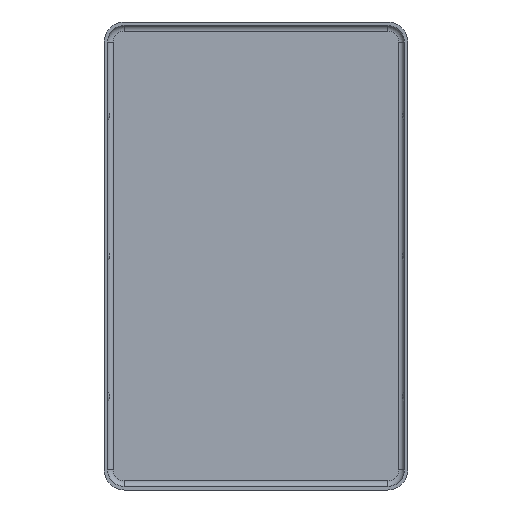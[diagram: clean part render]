
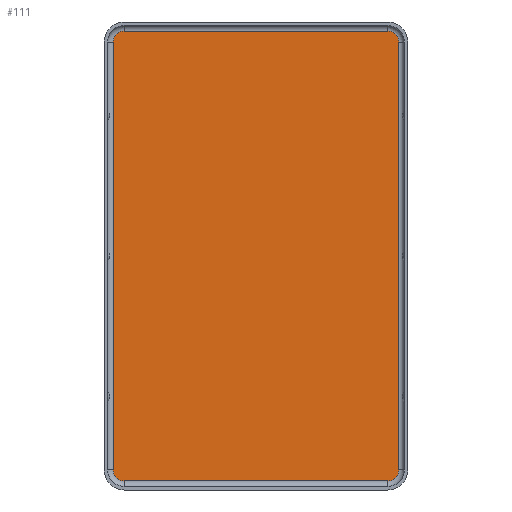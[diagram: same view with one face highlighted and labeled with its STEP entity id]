
A CAD part, front view. The second image highlights one B-rep face of the part: STEP entity #111.
In plain terms, the highlighted planar face has unit normal (0, -1, 0).
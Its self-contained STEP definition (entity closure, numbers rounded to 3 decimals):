
#111 = ADVANCED_FACE( 'NONE', ( #251 ), #252, .T. );
#251 = FACE_OUTER_BOUND( '', #412, .T. );
#252 = PLANE( '', #413 );
#412 = EDGE_LOOP( '', ( #643, #644, #645, #646, #647, #648, #649, #650 ) );
#413 = AXIS2_PLACEMENT_3D( '', #651, #652, #653 );
#643 = ORIENTED_EDGE( '', *, *, #922, .F. );
#644 = ORIENTED_EDGE( '', *, *, #941, .F. );
#645 = ORIENTED_EDGE( '', *, *, #942, .F. );
#646 = ORIENTED_EDGE( '', *, *, #943, .T. );
#647 = ORIENTED_EDGE( '', *, *, #944, .T. );
#648 = ORIENTED_EDGE( '', *, *, #938, .F. );
#649 = ORIENTED_EDGE( '', *, *, #872, .T. );
#650 = ORIENTED_EDGE( '', *, *, #945, .T. );
#651 = CARTESIAN_POINT( '', ( 11.7, 0., -19. ) );
#652 = DIRECTION( '', ( 0., -1., 0. ) );
#653 = DIRECTION( '', ( 0., 0., -1. ) );
#872 = EDGE_CURVE( 'NONE', #1014, #1012, #1015, .T. );
#922 = EDGE_CURVE( 'NONE', #1092, #1094, #1095, .T. );
#938 = EDGE_CURVE( 'NONE', #1014, #1119, #1120, .T. );
#941 = EDGE_CURVE( 'NONE', #1123, #1092, #1124, .T. );
#942 = EDGE_CURVE( 'NONE', #1125, #1123, #1126, .T. );
#943 = EDGE_CURVE( 'NONE', #1125, #1127, #1128, .T. );
#944 = EDGE_CURVE( 'NONE', #1127, #1119, #1129, .T. );
#945 = EDGE_CURVE( 'NONE', #1012, #1094, #1130, .T. );
#1012 = VERTEX_POINT( 'NONE', #1212 );
#1014 = VERTEX_POINT( 'NONE', #1214 );
#1015 = LINE( '', #1215, #1216 );
#1092 = VERTEX_POINT( 'NONE', #1304 );
#1094 = VERTEX_POINT( 'NONE', #1306 );
#1095 = LINE( '', #1307, #1308 );
#1119 = VERTEX_POINT( 'NONE', #1338 );
#1120 = CIRCLE( '', #1339, 1. );
#1123 = VERTEX_POINT( 'NONE', #1342 );
#1124 = CIRCLE( '', #1343, 1. );
#1125 = VERTEX_POINT( 'NONE', #1344 );
#1126 = LINE( '', #1345, #1346 );
#1127 = VERTEX_POINT( 'NONE', #1347 );
#1128 = CIRCLE( '', #1348, 1. );
#1129 = LINE( '', #1349, #1350 );
#1130 = CIRCLE( '', #1351, 1. );
#1212 = CARTESIAN_POINT( '', ( -12.7, 0., -19. ) );
#1214 = CARTESIAN_POINT( '', ( -12.7, 0., 19. ) );
#1215 = CARTESIAN_POINT( '', ( -12.7, 0., 0. ) );
#1216 = VECTOR( '', #1450, 1000. );
#1304 = CARTESIAN_POINT( '', ( 11.7, 0., -20. ) );
#1306 = CARTESIAN_POINT( '', ( -11.7, 0., -20. ) );
#1307 = CARTESIAN_POINT( '', ( 11.7, 0., -20. ) );
#1308 = VECTOR( '', #1534, 1000. );
#1338 = CARTESIAN_POINT( '', ( -11.7, 0., 20. ) );
#1339 = AXIS2_PLACEMENT_3D( '', #1553, #1554, #1555 );
#1342 = CARTESIAN_POINT( '', ( 12.7, 0., -19. ) );
#1343 = AXIS2_PLACEMENT_3D( '', #1559, #1560, #1561 );
#1344 = CARTESIAN_POINT( '', ( 12.7, 0., 19. ) );
#1345 = CARTESIAN_POINT( '', ( 12.7, 0., 0. ) );
#1346 = VECTOR( '', #1562, 1000. );
#1347 = CARTESIAN_POINT( '', ( 11.7, 0., 20. ) );
#1348 = AXIS2_PLACEMENT_3D( '', #1563, #1564, #1565 );
#1349 = CARTESIAN_POINT( '', ( 11.7, 0., 20. ) );
#1350 = VECTOR( '', #1566, 1000. );
#1351 = AXIS2_PLACEMENT_3D( '', #1567, #1568, #1569 );
#1450 = DIRECTION( '', ( 0., 0., -1. ) );
#1534 = DIRECTION( '', ( -1., 0., 0. ) );
#1553 = CARTESIAN_POINT( '', ( -11.7, 0., 19. ) );
#1554 = DIRECTION( '', ( 0., 1., 0. ) );
#1555 = DIRECTION( '', ( 0., 0., -1. ) );
#1559 = CARTESIAN_POINT( '', ( 11.7, 0., -19. ) );
#1560 = DIRECTION( '', ( 0., 1., 0. ) );
#1561 = DIRECTION( '', ( 0., 0., 1. ) );
#1562 = DIRECTION( '', ( 0., 0., -1. ) );
#1563 = CARTESIAN_POINT( '', ( 11.7, 0., 19. ) );
#1564 = DIRECTION( '', ( 0., -1., 0. ) );
#1565 = DIRECTION( '', ( 0., 0., -1. ) );
#1566 = DIRECTION( '', ( -1., 0., 0. ) );
#1567 = CARTESIAN_POINT( '', ( -11.7, 0., -19. ) );
#1568 = DIRECTION( '', ( 0., -1., 0. ) );
#1569 = DIRECTION( '', ( 0., 0., 1. ) );
